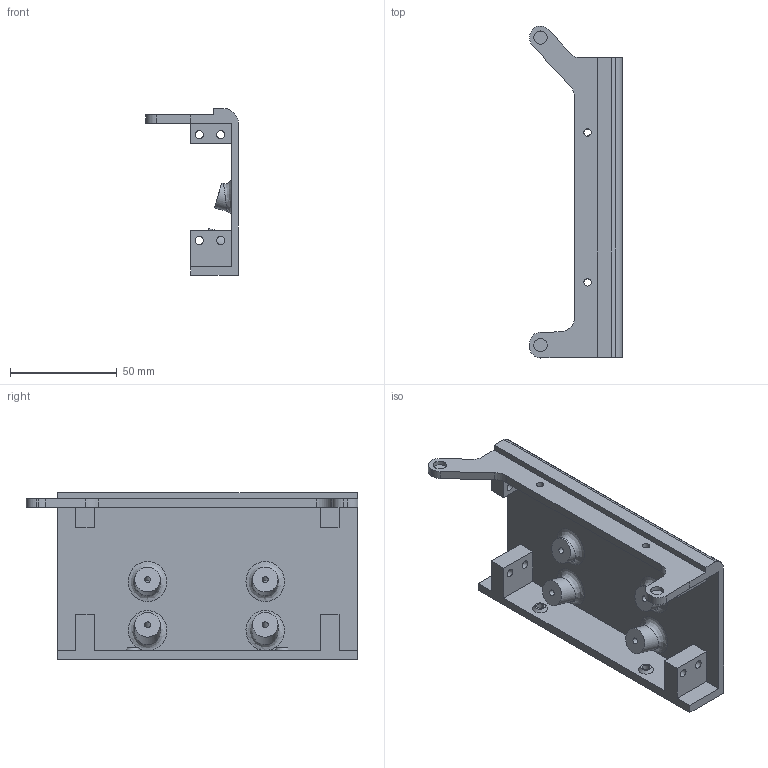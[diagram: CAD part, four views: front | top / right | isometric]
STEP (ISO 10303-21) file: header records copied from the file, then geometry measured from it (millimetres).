
FILE_DESCRIPTION(/* description */ (''),/* implementation_level */ '2;1');
FILE_NAME(/* name */ 'Revised Support PCA9685.step',/* time_stamp */ '2023-08-19T06:30:58-05:00',/* author */ (''),/* organization */ (''),/* preprocessor_version */ 'ST-DEVELOPER v20',/* originating_system */ 'Autodesk Translation Framework v12.9.0.99',/* authorisation */ '');
FILE_SCHEMA (('AUTOMOTIVE_DESIGN { 1 0 10303 214 3 1 1 }'));
Length unit declared in the file: millimetre
Products named in the file (2): Revised Support PCA9685; Hip servo Hub For Right Hand Side
Assembly tree (1 placements, depth 2):
  Revised Support PCA9685
    Hip servo Hub For Right Hand Side
Bounding box: 43.2 x 155.2 x 77.87 mm (x, y, z)
Volume: 70797.3 mm3; surface area: 39746.8 mm2
Topology: 1 solids, 1 shells, 83 faces, 205 edges, 136 vertices
Faces by surface type: plane 47, cylinder 30, bspline 4, cone 2
Full cylindrical faces by diameter (mm): 2.8 x4, 3.5 x4, 3.8 x6, 3.823 x2, 6.2 x2, 12 x4
Entity records: 3021 total; most frequent: CARTESIAN_POINT 893, DIRECTION 431, ORIENTED_EDGE 410, EDGE_CURVE 205, AXIS2_PLACEMENT_3D 150, VERTEX_POINT 136, LINE 131, VECTOR 131
